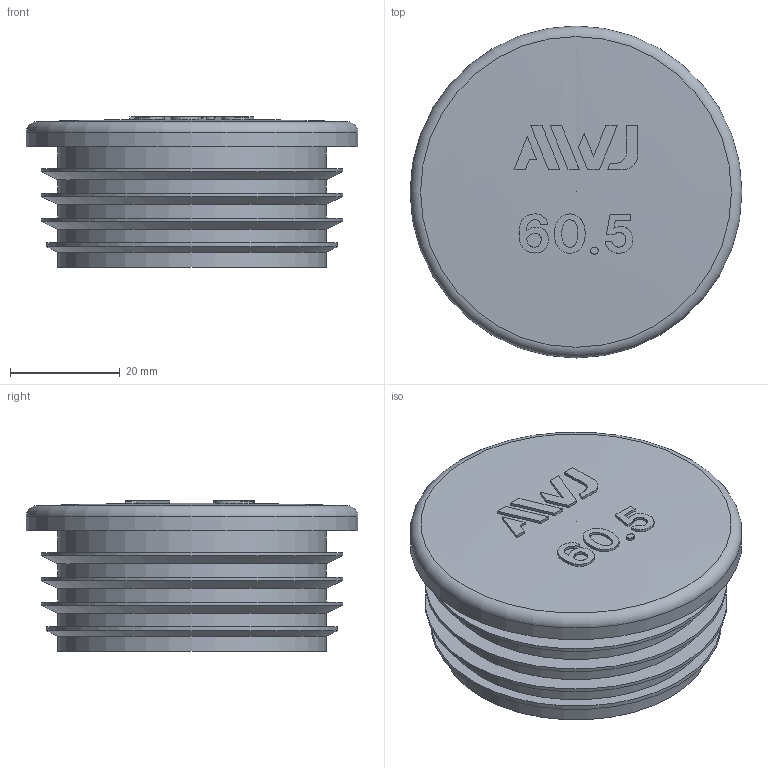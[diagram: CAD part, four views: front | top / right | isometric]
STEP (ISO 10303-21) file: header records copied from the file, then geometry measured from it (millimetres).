
FILE_DESCRIPTION( ( 'STEP AP203' ), '1' );
FILE_NAME( '50A.step', '2022-07-25T07:46:09', ( ' ' ), ( ' ' ), 'XStep 1.0', ' ', ' ' );
FILE_SCHEMA( ( 'CONFIG_CONTROL_DESIGN' ) );
Length unit declared in the file: millimetre
Products named in the file (1): 1
Bounding box: 60.5 x 60.5 x 27.5 mm (x, y, z)
Volume: 22288.7 mm3; surface area: 16028.1 mm2
Topology: 1 solids, 1 shells, 83 faces, 187 edges, 121 vertices
Faces by surface type: plane 41, bspline 12, cylinder 12, extrusion 11, cone 5, torus 2
Full cylindrical faces by diameter (mm): 48.9 x5, 52.9 x1, 54.9 x3, 60.5 x1
Entity records: 3350 total; most frequent: CARTESIAN_POINT 1763, ORIENTED_EDGE 324, DIRECTION 225, EDGE_CURVE 162, EDGE_LOOP 120, VERTEX_POINT 119, B_SPLINE_CURVE_WITH_KNOTS 105, FACE_OUTER_BOUND 98
